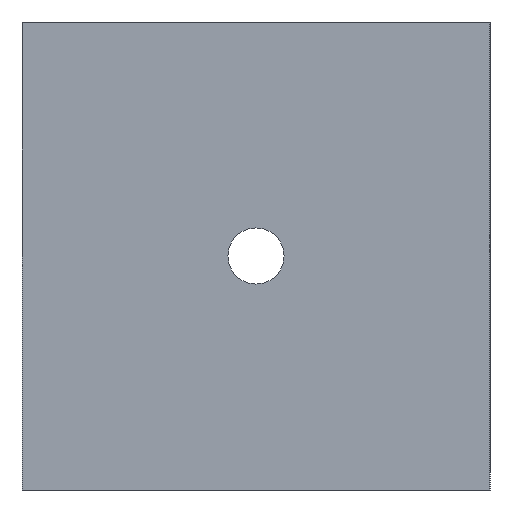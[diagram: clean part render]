
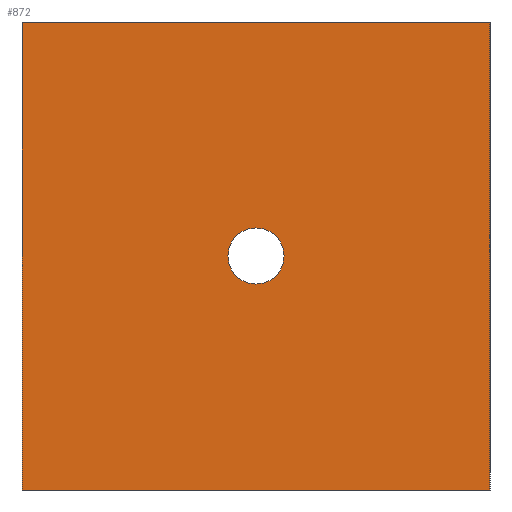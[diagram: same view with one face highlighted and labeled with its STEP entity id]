
A CAD part, left-side view. The second image highlights one B-rep face of the part: STEP entity #872.
In plain terms, the highlighted planar face has unit normal (-1, 0, 0).
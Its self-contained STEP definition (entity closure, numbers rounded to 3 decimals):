
#52 = ORIENTED_EDGE ( 'NONE', *, *, #208, .T. ) ;
#102 = DIRECTION ( 'NONE',  ( 0., 0., 1. ) ) ;
#120 = VERTEX_POINT ( 'NONE', #267 ) ;
#124 = LINE ( 'NONE', #1051, #369 ) ;
#128 = VERTEX_POINT ( 'NONE', #885 ) ;
#141 = CARTESIAN_POINT ( 'NONE',  ( -12.5, 12.5, -12.5 ) ) ;
#142 = CARTESIAN_POINT ( 'NONE',  ( -12.5, -12.5, -12.5 ) ) ;
#194 = DIRECTION ( 'NONE',  ( 0., 1., 0. ) ) ;
#207 = EDGE_LOOP ( 'NONE', ( #1019, #648 ) ) ;
#208 = EDGE_CURVE ( 'NONE', #220, #755, #925, .T. ) ;
#214 = DIRECTION ( 'NONE',  ( 0., 0., 1. ) ) ;
#220 = VERTEX_POINT ( 'NONE', #819 ) ;
#267 = CARTESIAN_POINT ( 'NONE',  ( -12.5, 0., 1.5 ) ) ;
#281 = CARTESIAN_POINT ( 'NONE',  ( -12.5, -12.5, 12.5 ) ) ;
#291 = ORIENTED_EDGE ( 'NONE', *, *, #302, .F. ) ;
#302 = EDGE_CURVE ( 'NONE', #307, #128, #647, .T. ) ;
#303 = CARTESIAN_POINT ( 'NONE',  ( -12.5, -12.5, -12.5 ) ) ;
#306 = CIRCLE ( 'NONE', #684, 1.5 ) ;
#307 = VERTEX_POINT ( 'NONE', #303 ) ;
#309 = AXIS2_PLACEMENT_3D ( 'NONE', #445, #805, #631 ) ;
#330 = VECTOR ( 'NONE', #214, 1000. ) ;
#369 = VECTOR ( 'NONE', #102, 1000. ) ;
#385 = FACE_BOUND ( 'NONE', #207, .T. ) ;
#409 = DIRECTION ( 'NONE',  ( 0., 0., -1. ) ) ;
#426 = FACE_OUTER_BOUND ( 'NONE', #677, .T. ) ;
#445 = CARTESIAN_POINT ( 'NONE',  ( -12.5, 0., 0. ) ) ;
#454 = DIRECTION ( 'NONE',  ( 0., 0., 1. ) ) ;
#455 = CIRCLE ( 'NONE', #309, 1.5 ) ;
#460 = VERTEX_POINT ( 'NONE', #1092 ) ;
#485 = DIRECTION ( 'NONE',  ( 1., 0., 0. ) ) ;
#493 = EDGE_CURVE ( 'NONE', #460, #120, #306, .T. ) ;
#529 = ORIENTED_EDGE ( 'NONE', *, *, #775, .T. ) ;
#547 = ORIENTED_EDGE ( 'NONE', *, *, #1030, .F. ) ;
#631 = DIRECTION ( 'NONE',  ( 0., 0., -1. ) ) ;
#645 = CARTESIAN_POINT ( 'NONE',  ( -12.5, -12.5, -12.5 ) ) ;
#647 = LINE ( 'NONE', #142, #741 ) ;
#648 = ORIENTED_EDGE ( 'NONE', *, *, #718, .T. ) ;
#650 = PLANE ( 'NONE',  #764 ) ;
#677 = EDGE_LOOP ( 'NONE', ( #52, #547, #291, #529 ) ) ;
#684 = AXIS2_PLACEMENT_3D ( 'NONE', #949, #485, #409 ) ;
#718 = EDGE_CURVE ( 'NONE', #120, #460, #455, .T. ) ;
#741 = VECTOR ( 'NONE', #1008, 1000. ) ;
#755 = VERTEX_POINT ( 'NONE', #1062 ) ;
#764 = AXIS2_PLACEMENT_3D ( 'NONE', #645, #989, #454 ) ;
#775 = EDGE_CURVE ( 'NONE', #307, #220, #124, .T. ) ;
#783 = VECTOR ( 'NONE', #194, 1000. ) ;
#805 = DIRECTION ( 'NONE',  ( 1., 0., 0. ) ) ;
#819 = CARTESIAN_POINT ( 'NONE',  ( -12.5, -12.5, 12.5 ) ) ;
#838 = LINE ( 'NONE', #141, #330 ) ;
#872 = ADVANCED_FACE ( 'NONE', ( #385, #426 ), #650, .T. ) ;
#885 = CARTESIAN_POINT ( 'NONE',  ( -12.5, 12.5, -12.5 ) ) ;
#925 = LINE ( 'NONE', #281, #783 ) ;
#949 = CARTESIAN_POINT ( 'NONE',  ( -12.5, 0., 0. ) ) ;
#989 = DIRECTION ( 'NONE',  ( -1., 0., 0. ) ) ;
#1008 = DIRECTION ( 'NONE',  ( 0., 1., 0. ) ) ;
#1019 = ORIENTED_EDGE ( 'NONE', *, *, #493, .T. ) ;
#1030 = EDGE_CURVE ( 'NONE', #128, #755, #838, .T. ) ;
#1051 = CARTESIAN_POINT ( 'NONE',  ( -12.5, -12.5, -12.5 ) ) ;
#1062 = CARTESIAN_POINT ( 'NONE',  ( -12.5, 12.5, 12.5 ) ) ;
#1092 = CARTESIAN_POINT ( 'NONE',  ( -12.5, 0., -1.5 ) ) ;
